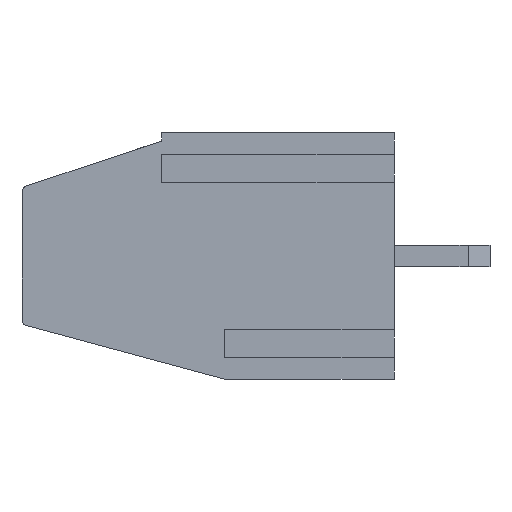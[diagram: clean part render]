
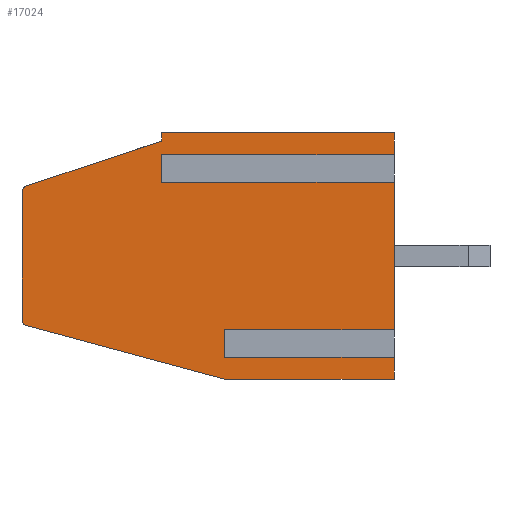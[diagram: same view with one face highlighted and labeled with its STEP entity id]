
A CAD part, left-side view. The second image highlights one B-rep face of the part: STEP entity #17024.
In plain terms, the highlighted planar face has unit normal (-1, 0, 0).
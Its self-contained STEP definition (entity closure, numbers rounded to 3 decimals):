
#193 = ORIENTED_EDGE ( 'NONE', *, *, #4617, .F. ) ;
#304 = DIRECTION ( 'NONE',  ( 0., -1., 0. ) ) ;
#364 = CARTESIAN_POINT ( 'NONE',  ( 0., 13.6, 2. ) ) ;
#497 = DIRECTION ( 'NONE',  ( 0., -0.949, 0.316 ) ) ;
#836 = EDGE_CURVE ( 'NONE', #3950, #8093, #7889, .T. ) ;
#849 = CARTESIAN_POINT ( 'NONE',  ( 0., 0., 9. ) ) ;
#926 = EDGE_CURVE ( 'NONE', #6536, #9255, #12587, .T. ) ;
#1067 = DIRECTION ( 'NONE',  ( 1., 0., 0. ) ) ;
#1257 = DIRECTION ( 'NONE',  ( 0., 0., -1. ) ) ;
#1871 = CIRCLE ( 'NONE', #3153, 0.2 ) ;
#2079 = CARTESIAN_POINT ( 'NONE',  ( 0., 8.5, 8.7 ) ) ;
#2479 = ORIENTED_EDGE ( 'NONE', *, *, #5875, .T. ) ;
#2658 = EDGE_LOOP ( 'NONE', ( #16939, #9206, #13031, #5801, #8297, #9425, #4698, #14003, #12613, #23495, #18558, #13450, #2928, #6318, #2479, #4177, #193, #17752 ) ) ;
#2847 = DIRECTION ( 'NONE',  ( 0., -1., 0. ) ) ;
#2928 = ORIENTED_EDGE ( 'NONE', *, *, #13017, .F. ) ;
#3153 = AXIS2_PLACEMENT_3D ( 'NONE', #24936, #8598, #1257 ) ;
#3447 = CARTESIAN_POINT ( 'NONE',  ( 0., 13.463, 7.046 ) ) ;
#3713 = CARTESIAN_POINT ( 'NONE',  ( 0., 13.4, 6.856 ) ) ;
#3787 = EDGE_CURVE ( 'NONE', #25415, #12650, #10591, .T. ) ;
#3950 = VERTEX_POINT ( 'NONE', #26058 ) ;
#4177 = ORIENTED_EDGE ( 'NONE', *, *, #8720, .T. ) ;
#4208 = VECTOR ( 'NONE', #2847, 1000. ) ;
#4366 = CARTESIAN_POINT ( 'NONE',  ( 0., 13.6, 9. ) ) ;
#4617 = EDGE_CURVE ( 'NONE', #9874, #7882, #6500, .T. ) ;
#4698 = ORIENTED_EDGE ( 'NONE', *, *, #12307, .T. ) ;
#5604 = VERTEX_POINT ( 'NONE', #22894 ) ;
#5801 = ORIENTED_EDGE ( 'NONE', *, *, #12087, .T. ) ;
#5875 = EDGE_CURVE ( 'NONE', #25415, #6682, #8654, .T. ) ;
#5897 = VERTEX_POINT ( 'NONE', #8123 ) ;
#6318 = ORIENTED_EDGE ( 'NONE', *, *, #3787, .F. ) ;
#6425 = VECTOR ( 'NONE', #497, 1000. ) ;
#6500 = LINE ( 'NONE', #4366, #14949 ) ;
#6527 = CARTESIAN_POINT ( 'NONE',  ( 0., 8.5, 7.993 ) ) ;
#6536 = VERTEX_POINT ( 'NONE', #19098 ) ;
#6682 = VERTEX_POINT ( 'NONE', #18859 ) ;
#6847 = VECTOR ( 'NONE', #17046, 1000. ) ;
#7238 = CARTESIAN_POINT ( 'NONE',  ( 0., 0., 1.593 ) ) ;
#7882 = VERTEX_POINT ( 'NONE', #20792 ) ;
#7889 = LINE ( 'NONE', #10431, #15235 ) ;
#8093 = VERTEX_POINT ( 'NONE', #9396 ) ;
#8123 = CARTESIAN_POINT ( 'NONE',  ( 0., 13.6, 2.153 ) ) ;
#8181 = EDGE_CURVE ( 'NONE', #5897, #23677, #8310, .T. ) ;
#8201 = EDGE_CURVE ( 'NONE', #3950, #15905, #22533, .T. ) ;
#8289 = LINE ( 'NONE', #16652, #9356 ) ;
#8297 = ORIENTED_EDGE ( 'NONE', *, *, #926, .F. ) ;
#8310 = LINE ( 'NONE', #8574, #14047 ) ;
#8324 = VERTEX_POINT ( 'NONE', #7238 ) ;
#8543 = DIRECTION ( 'NONE',  ( 0., 0., 1. ) ) ;
#8574 = CARTESIAN_POINT ( 'NONE',  ( 0., 13.6, 9. ) ) ;
#8598 = DIRECTION ( 'NONE',  ( -1., 0., 0. ) ) ;
#8654 = LINE ( 'NONE', #6527, #17087 ) ;
#8720 = EDGE_CURVE ( 'NONE', #6682, #7882, #12657, .T. ) ;
#8875 = AXIS2_PLACEMENT_3D ( 'NONE', #25241, #1067, #9171 ) ;
#9047 = PLANE ( 'NONE',  #8875 ) ;
#9101 = VECTOR ( 'NONE', #10424, 1000. ) ;
#9171 = DIRECTION ( 'NONE',  ( 0., 0., -1. ) ) ;
#9206 = ORIENTED_EDGE ( 'NONE', *, *, #16509, .T. ) ;
#9235 = EDGE_CURVE ( 'NONE', #13746, #8093, #21062, .T. ) ;
#9255 = VERTEX_POINT ( 'NONE', #17180 ) ;
#9356 = VECTOR ( 'NONE', #10438, 1000. ) ;
#9396 = CARTESIAN_POINT ( 'NONE',  ( 0., 0., 1.007 ) ) ;
#9425 = ORIENTED_EDGE ( 'NONE', *, *, #18761, .F. ) ;
#9715 = DIRECTION ( 'NONE',  ( -1., 0., 0. ) ) ;
#9874 = VERTEX_POINT ( 'NONE', #15227 ) ;
#10339 = CARTESIAN_POINT ( 'NONE',  ( 0., 6.2, 1.007 ) ) ;
#10424 = DIRECTION ( 'NONE',  ( 0., -1., 0. ) ) ;
#10431 = CARTESIAN_POINT ( 'NONE',  ( 0., 6.2, 1.007 ) ) ;
#10438 = DIRECTION ( 'NONE',  ( 0., 0., 1. ) ) ;
#10591 = LINE ( 'NONE', #24907, #22554 ) ;
#10818 = EDGE_CURVE ( 'NONE', #8324, #5604, #23452, .T. ) ;
#11655 = VECTOR ( 'NONE', #22082, 1000. ) ;
#12087 = EDGE_CURVE ( 'NONE', #5897, #9255, #1871, .T. ) ;
#12307 = EDGE_CURVE ( 'NONE', #23539, #13746, #22354, .T. ) ;
#12384 = CARTESIAN_POINT ( 'NONE',  ( 0., 6.2, 1.593 ) ) ;
#12407 = CARTESIAN_POINT ( 'NONE',  ( 0., 6.2, 1.593 ) ) ;
#12587 = LINE ( 'NONE', #364, #23328 ) ;
#12613 = ORIENTED_EDGE ( 'NONE', *, *, #836, .F. ) ;
#12650 = VERTEX_POINT ( 'NONE', #25999 ) ;
#12657 = LINE ( 'NONE', #14505, #22999 ) ;
#12998 = FACE_OUTER_BOUND ( 'NONE', #2658, .T. ) ;
#13017 = EDGE_CURVE ( 'NONE', #12650, #5604, #13443, .T. ) ;
#13031 = ORIENTED_EDGE ( 'NONE', *, *, #8181, .F. ) ;
#13104 = CARTESIAN_POINT ( 'NONE',  ( 0., 6.2, 0. ) ) ;
#13443 = LINE ( 'NONE', #19979, #11655 ) ;
#13450 = ORIENTED_EDGE ( 'NONE', *, *, #10818, .T. ) ;
#13743 = CARTESIAN_POINT ( 'NONE',  ( 0., 8.5, 8.7 ) ) ;
#13746 = VERTEX_POINT ( 'NONE', #14469 ) ;
#14003 = ORIENTED_EDGE ( 'NONE', *, *, #9235, .T. ) ;
#14047 = VECTOR ( 'NONE', #24523, 1000. ) ;
#14394 = LINE ( 'NONE', #12407, #4208 ) ;
#14469 = CARTESIAN_POINT ( 'NONE',  ( 0., 0., 0. ) ) ;
#14505 = CARTESIAN_POINT ( 'NONE',  ( 0., 0., 9. ) ) ;
#14627 = CARTESIAN_POINT ( 'NONE',  ( 0., 13.6, 0. ) ) ;
#14662 = DIRECTION ( 'NONE',  ( 0., 0., -1. ) ) ;
#14949 = VECTOR ( 'NONE', #16318, 1000. ) ;
#15188 = CARTESIAN_POINT ( 'NONE',  ( 0., 13.6, 6.856 ) ) ;
#15227 = CARTESIAN_POINT ( 'NONE',  ( 0., 8.5, 9. ) ) ;
#15235 = VECTOR ( 'NONE', #304, 1000. ) ;
#15591 = CIRCLE ( 'NONE', #21990, 0.2 ) ;
#15905 = VERTEX_POINT ( 'NONE', #12384 ) ;
#16216 = DIRECTION ( 'NONE',  ( 0., -1., 0. ) ) ;
#16318 = DIRECTION ( 'NONE',  ( 0., -1., 0. ) ) ;
#16338 = VERTEX_POINT ( 'NONE', #13743 ) ;
#16407 = DIRECTION ( 'NONE',  ( 0., 0., 1. ) ) ;
#16509 = EDGE_CURVE ( 'NONE', #17457, #23677, #15591, .T. ) ;
#16652 = CARTESIAN_POINT ( 'NONE',  ( 0., 6.2, 0. ) ) ;
#16679 = DIRECTION ( 'NONE',  ( 0., 0., 1. ) ) ;
#16939 = ORIENTED_EDGE ( 'NONE', *, *, #19774, .F. ) ;
#17024 = ADVANCED_FACE ( 'NONE', ( #12998 ), #9047, .F. ) ;
#17046 = DIRECTION ( 'NONE',  ( 0., 0., 1. ) ) ;
#17087 = VECTOR ( 'NONE', #16216, 1000. ) ;
#17180 = CARTESIAN_POINT ( 'NONE',  ( 0., 13.452, 1.96 ) ) ;
#17457 = VERTEX_POINT ( 'NONE', #3447 ) ;
#17752 = ORIENTED_EDGE ( 'NONE', *, *, #21497, .F. ) ;
#18080 = LINE ( 'NONE', #20216, #6425 ) ;
#18153 = LINE ( 'NONE', #2079, #19862 ) ;
#18558 = ORIENTED_EDGE ( 'NONE', *, *, #23774, .T. ) ;
#18761 = EDGE_CURVE ( 'NONE', #23539, #6536, #8289, .T. ) ;
#18859 = CARTESIAN_POINT ( 'NONE',  ( 0., 0., 7.993 ) ) ;
#19098 = CARTESIAN_POINT ( 'NONE',  ( 0., 6.2, 0. ) ) ;
#19774 = EDGE_CURVE ( 'NONE', #17457, #16338, #18080, .T. ) ;
#19862 = VECTOR ( 'NONE', #16679, 1000. ) ;
#19979 = CARTESIAN_POINT ( 'NONE',  ( 0., 8.5, 7.407 ) ) ;
#20216 = CARTESIAN_POINT ( 'NONE',  ( 0., 13.6, 7. ) ) ;
#20452 = DIRECTION ( 'NONE',  ( 0., 0.965, 0.261 ) ) ;
#20792 = CARTESIAN_POINT ( 'NONE',  ( 0., 0., 9. ) ) ;
#21062 = LINE ( 'NONE', #849, #6847 ) ;
#21489 = CARTESIAN_POINT ( 'NONE',  ( 0., 8.5, 7.993 ) ) ;
#21497 = EDGE_CURVE ( 'NONE', #16338, #9874, #18153, .T. ) ;
#21990 = AXIS2_PLACEMENT_3D ( 'NONE', #3713, #9715, #26270 ) ;
#22082 = DIRECTION ( 'NONE',  ( 0., -1., 0. ) ) ;
#22354 = LINE ( 'NONE', #14627, #9101 ) ;
#22533 = LINE ( 'NONE', #10339, #24249 ) ;
#22554 = VECTOR ( 'NONE', #14662, 1000. ) ;
#22894 = CARTESIAN_POINT ( 'NONE',  ( 0., 0., 7.407 ) ) ;
#22999 = VECTOR ( 'NONE', #8543, 1000. ) ;
#23328 = VECTOR ( 'NONE', #20452, 1000. ) ;
#23452 = LINE ( 'NONE', #23855, #25565 ) ;
#23495 = ORIENTED_EDGE ( 'NONE', *, *, #8201, .T. ) ;
#23539 = VERTEX_POINT ( 'NONE', #13104 ) ;
#23677 = VERTEX_POINT ( 'NONE', #15188 ) ;
#23774 = EDGE_CURVE ( 'NONE', #15905, #8324, #14394, .T. ) ;
#23855 = CARTESIAN_POINT ( 'NONE',  ( 0., 0., 9. ) ) ;
#24249 = VECTOR ( 'NONE', #16407, 1000. ) ;
#24523 = DIRECTION ( 'NONE',  ( 0., 0., 1. ) ) ;
#24907 = CARTESIAN_POINT ( 'NONE',  ( 0., 8.5, 7.993 ) ) ;
#24936 = CARTESIAN_POINT ( 'NONE',  ( 0., 13.4, 2.153 ) ) ;
#25241 = CARTESIAN_POINT ( 'NONE',  ( 0., 13.6, 9. ) ) ;
#25415 = VERTEX_POINT ( 'NONE', #21489 ) ;
#25565 = VECTOR ( 'NONE', #25696, 1000. ) ;
#25696 = DIRECTION ( 'NONE',  ( 0., 0., 1. ) ) ;
#25999 = CARTESIAN_POINT ( 'NONE',  ( 0., 8.5, 7.407 ) ) ;
#26058 = CARTESIAN_POINT ( 'NONE',  ( 0., 6.2, 1.007 ) ) ;
#26270 = DIRECTION ( 'NONE',  ( 0., 0., -1. ) ) ;
